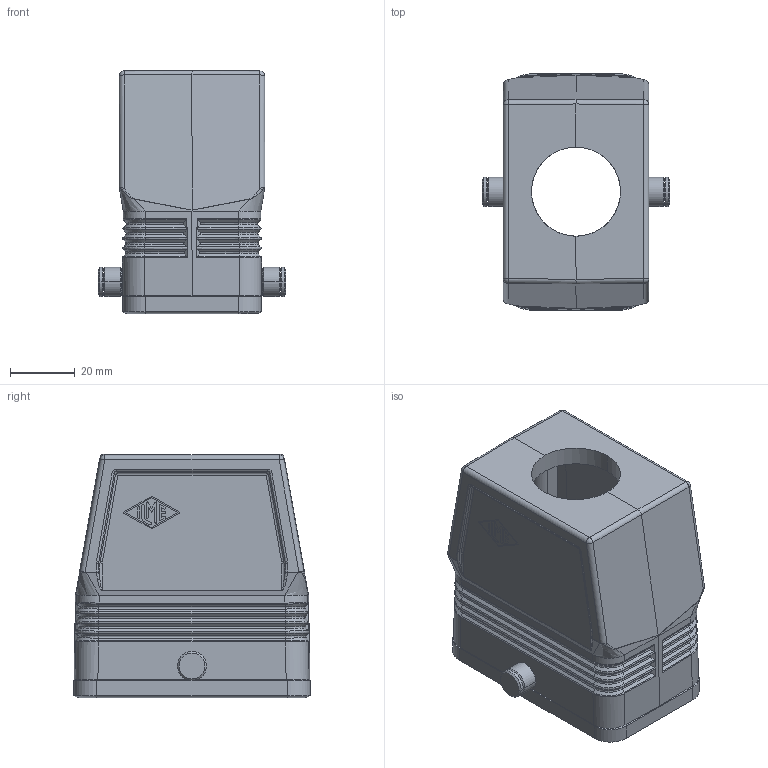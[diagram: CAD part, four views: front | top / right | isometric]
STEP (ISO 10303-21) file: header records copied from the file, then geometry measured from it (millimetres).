
FILE_DESCRIPTION(('Creo Elements/Direct Modeling STEP Export'),'2;1');
FILE_NAME('0ln7uvk4pm7lulo5848','2019-03-12T15:23:53',(''),(''),'PTC Creo Elements/Direct Modeling STEP processor for AP214 (Solid Model)','PTC Creo Elements/Direct Modeling 19.0E 27-Jun-2016 (C) Parametric Technology GmbH','');
FILE_SCHEMA(('AUTOMOTIVE_DESIGN { 1 0 10303 214 1 1 1 1 }'));
Products named in the file (2): CFV_10_GYC21
Assembly tree (1 placements, depth 2):
  CFV_10_GYC21
    CFV_10_GYC21
Bounding box: 58 x 73 x 75.25 mm (x, y, z)
Volume: 78286.5 mm3; surface area: 36237.2 mm2
Topology: 1 solids, 1 shells, 484 faces, 1169 edges, 700 vertices
Faces by surface type: plane 154, bspline 150, cylinder 132, extrusion 28, cone 12, sphere 4, torus 4
Entity records: 45445 total; most frequent: CARTESIAN_POINT 35743, ORIENTED_EDGE 2322, DIRECTION 1446, EDGE_CURVE 1161, VERTEX_POINT 700, VECTOR 578, LINE 550, EDGE_LOOP 507
